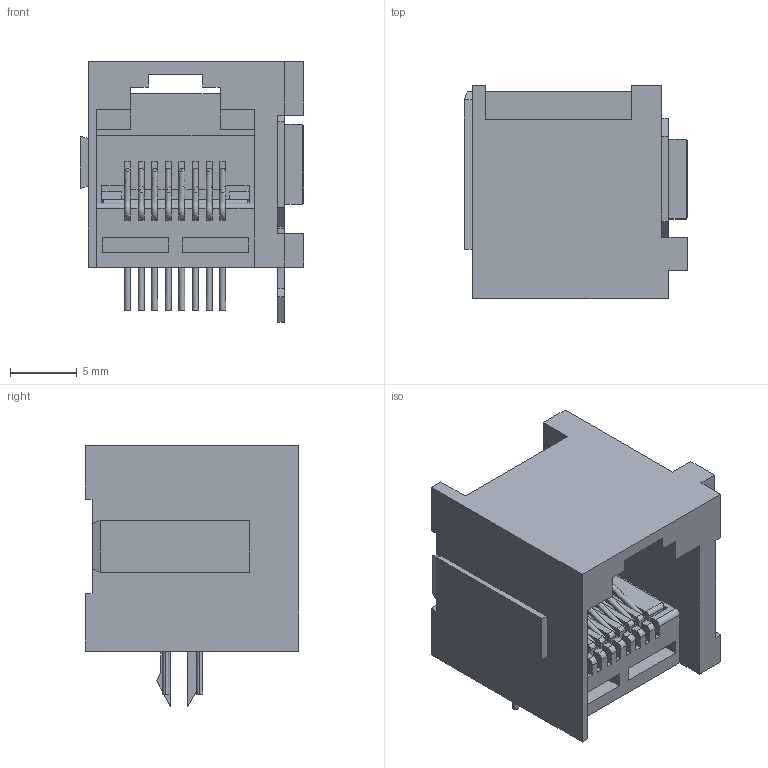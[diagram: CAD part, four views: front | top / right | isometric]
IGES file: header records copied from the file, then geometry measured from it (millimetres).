
Start section: C
Global section: file name: 615008149521R.igs; native system: By Siemens PLM Incorporated; preprocessor: XPlus GENERIC/IGES 17.0.49; author: Author; organization: Title; date: 20141117.093855; units: millimetre
Bounding box: 16.74 x 16 x 19.54 mm (x, y, z)
Surface area: 3592.8 mm2 (no closed solid volume)
Topology: 0 solids, 0 shells, 386 faces, 2288 edges, 2288 vertices
Faces by surface type: bspline 386
